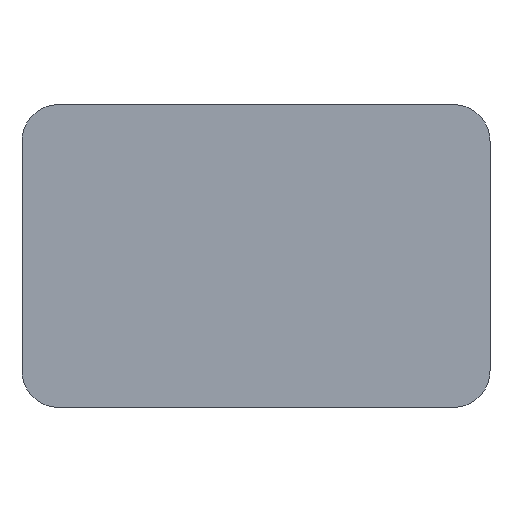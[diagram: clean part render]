
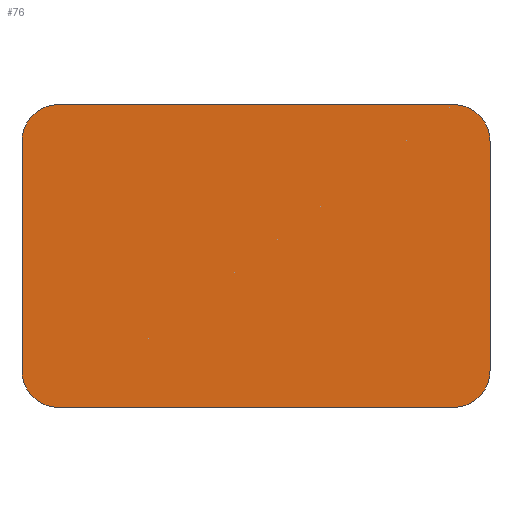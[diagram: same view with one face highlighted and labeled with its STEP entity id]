
A CAD part, front view. The second image highlights one B-rep face of the part: STEP entity #76.
In plain terms, the highlighted planar face has unit normal (0, -1, 0).
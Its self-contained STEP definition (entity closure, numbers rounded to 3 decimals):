
#1=CARTESIAN_POINT('POINT1',(-10.75,-0.5,-8.25));
#2=VERTEX_POINT('VERTEX1',#1);
#3=CARTESIAN_POINT('POINT2',(10.75,-0.5,-8.25));
#4=VERTEX_POINT('VERTEX2',#3);
#5=CARTESIAN_POINT('POS1',(-10.75,-0.5,-8.25));
#6=DIRECTION('DIR1',(1.,0.,0.));
#7=VECTOR('VEC1',#6,1.);
#8=LINE('STRAIGHT1',#5,#7);
#9=EDGE_CURVE('EDGE1',#2,#4,#8,.T.);
#10=ORIENTED_EDGE('COEDGE1',*,*,#9,.T.);
#11=CARTESIAN_POINT('POINT3',(12.75,-0.5,-6.25));
#12=VERTEX_POINT('VERTEX3',#11);
#13=CARTESIAN_POINT('POS2',(10.75,-0.5,-6.25));
#14=DIRECTION('DIR2',(0.,-1.,0.));
#15=DIRECTION('DIR3',(0.,0.,-1.));
#16=AXIS2_PLACEMENT_3D('AXIS1',#13,#14,#15);
#17=CIRCLE('ELLIPSE1',#16,2.);
#18=EDGE_CURVE('EDGE2',#4,#12,#17,.T.);
#19=ORIENTED_EDGE('COEDGE2',*,*,#18,.T.);
#20=CARTESIAN_POINT('POINT4',(12.75,-0.5,6.25));
#21=VERTEX_POINT('VERTEX4',#20);
#22=CARTESIAN_POINT('POS3',(12.75,-0.5,-6.25));
#23=DIRECTION('DIR4',(0.,0.,1.));
#24=VECTOR('VEC2',#23,1.);
#25=LINE('STRAIGHT2',#22,#24);
#26=EDGE_CURVE('EDGE3',#12,#21,#25,.T.);
#27=ORIENTED_EDGE('COEDGE3',*,*,#26,.T.);
#28=CARTESIAN_POINT('POINT5',(10.75,-0.5,8.25));
#29=VERTEX_POINT('VERTEX5',#28);
#30=CARTESIAN_POINT('POS4',(10.75,-0.5,6.25));
#31=DIRECTION('DIR5',(0.,-1.,0.));
#32=DIRECTION('DIR6',(1.,0.,0.));
#33=AXIS2_PLACEMENT_3D('AXIS2',#30,#31,#32);
#34=CIRCLE('ELLIPSE2',#33,2.);
#35=EDGE_CURVE('EDGE4',#21,#29,#34,.T.);
#36=ORIENTED_EDGE('COEDGE4',*,*,#35,.T.);
#37=CARTESIAN_POINT('POINT6',(-10.75,-0.5,8.25));
#38=VERTEX_POINT('VERTEX6',#37);
#39=CARTESIAN_POINT('POS5',(10.75,-0.5,8.25));
#40=DIRECTION('DIR7',(-1.,0.,0.));
#41=VECTOR('VEC3',#40,1.);
#42=LINE('STRAIGHT3',#39,#41);
#43=EDGE_CURVE('EDGE5',#29,#38,#42,.T.);
#44=ORIENTED_EDGE('COEDGE5',*,*,#43,.T.);
#45=CARTESIAN_POINT('POINT7',(-12.75,-0.5,6.25));
#46=VERTEX_POINT('VERTEX7',#45);
#47=CARTESIAN_POINT('POS6',(-10.75,-0.5,6.25));
#48=DIRECTION('DIR8',(0.,-1.,0.));
#49=DIRECTION('DIR9',(0.,0.,1.));
#50=AXIS2_PLACEMENT_3D('AXIS3',#47,#48,#49);
#51=CIRCLE('ELLIPSE3',#50,2.);
#52=EDGE_CURVE('EDGE6',#38,#46,#51,.T.);
#53=ORIENTED_EDGE('COEDGE6',*,*,#52,.T.);
#54=CARTESIAN_POINT('POINT8',(-12.75,-0.5,-6.25));
#55=VERTEX_POINT('VERTEX8',#54);
#56=CARTESIAN_POINT('POS7',(-12.75,-0.5,6.25));
#57=DIRECTION('DIR10',(0.,0.,-1.));
#58=VECTOR('VEC4',#57,1.);
#59=LINE('STRAIGHT4',#56,#58);
#60=EDGE_CURVE('EDGE7',#46,#55,#59,.T.);
#61=ORIENTED_EDGE('COEDGE7',*,*,#60,.T.);
#62=CARTESIAN_POINT('POS8',(-10.75,-0.5,-6.25));
#63=DIRECTION('DIR11',(0.,-1.,0.));
#64=DIRECTION('DIR12',(-1.,0.,0.));
#65=AXIS2_PLACEMENT_3D('AXIS4',#62,#63,#64);
#66=CIRCLE('ELLIPSE4',#65,2.);
#67=EDGE_CURVE('EDGE8',#55,#2,#66,.T.);
#68=ORIENTED_EDGE('COEDGE8',*,*,#67,.T.);
#69=EDGE_LOOP('NONE',(#10,#19,#27,#36,#44,#53,#61,#68));
#70=FACE_BOUND('LOOP1',#69,.T.);
#71=CARTESIAN_POINT('POS9',(0.,-0.5,0.));
#72=DIRECTION('DIR13',(0.,-1.,0.));
#73=DIRECTION('DIR14',(1.,0.,0.));
#74=AXIS2_PLACEMENT_3D('AXIS5',#71,#72,#73);
#75=PLANE('PLANE1',#74);
#76=ADVANCED_FACE('FACE1',(#70),#75,.T.);
